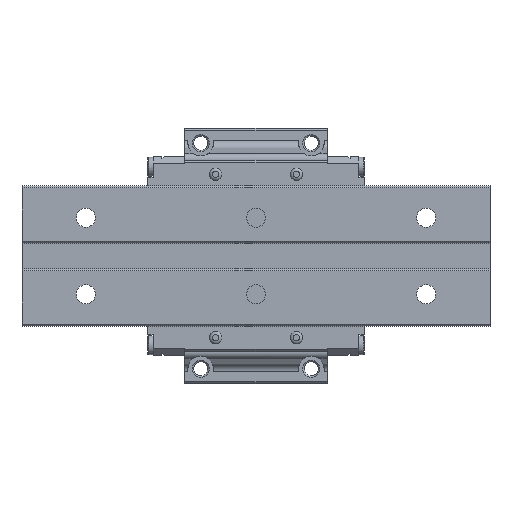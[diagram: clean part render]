
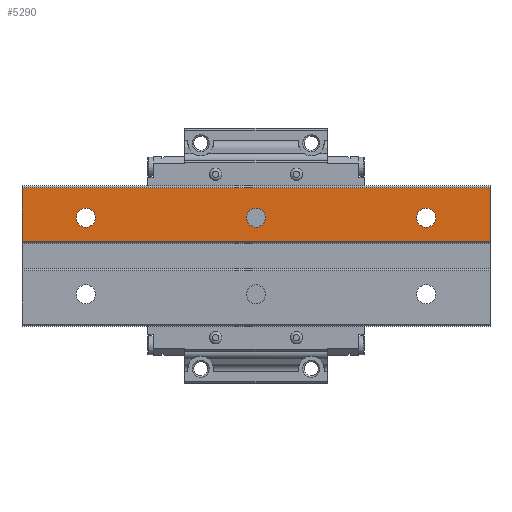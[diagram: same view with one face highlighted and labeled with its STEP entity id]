
A CAD part, front view. The second image highlights one B-rep face of the part: STEP entity #5290.
In plain terms, the highlighted planar face has unit normal (0, -1, 0).
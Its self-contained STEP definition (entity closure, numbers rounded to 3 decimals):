
#545=LINE('',#8609,#1095);
#547=LINE('',#8619,#1097);
#548=LINE('',#8621,#1098);
#549=LINE('',#8623,#1099);
#1095=VECTOR('',#7047,1000.);
#1097=VECTOR('',#7057,1000.);
#1098=VECTOR('',#7058,1000.);
#1099=VECTOR('',#7059,1000.);
#1371=PLANE('',#5743);
#2659=ORIENTED_EDGE('',*,*,#3478,.F.);
#2660=ORIENTED_EDGE('',*,*,#3479,.F.);
#2661=ORIENTED_EDGE('',*,*,#3480,.F.);
#2662=ORIENTED_EDGE('',*,*,#3481,.T.);
#2663=ORIENTED_EDGE('',*,*,#3482,.F.);
#2664=ORIENTED_EDGE('',*,*,#3483,.F.);
#2665=ORIENTED_EDGE('',*,*,#3476,.T.);
#3476=EDGE_CURVE('',#4002,#4001,#545,.T.);
#3478=EDGE_CURVE('',#4003,#4003,#4179,.T.);
#3479=EDGE_CURVE('',#4004,#4004,#4180,.T.);
#3480=EDGE_CURVE('',#4005,#4005,#4181,.T.);
#3481=EDGE_CURVE('',#4001,#4006,#547,.T.);
#3482=EDGE_CURVE('',#4007,#4006,#548,.T.);
#3483=EDGE_CURVE('',#4002,#4007,#549,.T.);
#4001=VERTEX_POINT('',#8608);
#4002=VERTEX_POINT('',#8610);
#4003=VERTEX_POINT('',#8614);
#4004=VERTEX_POINT('',#8616);
#4005=VERTEX_POINT('',#8618);
#4006=VERTEX_POINT('',#8620);
#4007=VERTEX_POINT('',#8622);
#4179=CIRCLE('',#5744,2.25);
#4180=CIRCLE('',#5745,2.25);
#4181=CIRCLE('',#5746,2.25);
#4547=EDGE_LOOP('',(#2659));
#4548=EDGE_LOOP('',(#2660));
#4549=EDGE_LOOP('',(#2661));
#4550=EDGE_LOOP('',(#2662,#2663,#2664,#2665));
#4959=FACE_BOUND('',#4547,.T.);
#4960=FACE_BOUND('',#4548,.T.);
#4961=FACE_BOUND('',#4549,.T.);
#4962=FACE_BOUND('',#4550,.T.);
#5290=ADVANCED_FACE('',(#4959,#4960,#4961,#4962),#1371,.F.);
#5743=AXIS2_PLACEMENT_3D('',#8612,#7049,#7050);
#5744=AXIS2_PLACEMENT_3D('',#8613,#7051,#7052);
#5745=AXIS2_PLACEMENT_3D('',#8615,#7053,#7054);
#5746=AXIS2_PLACEMENT_3D('',#8617,#7055,#7056);
#7047=DIRECTION('',(-1.,0.,0.));
#7049=DIRECTION('',(0.,1.,0.));
#7050=DIRECTION('',(0.,0.,1.));
#7051=DIRECTION('',(0.,-1.,0.));
#7052=DIRECTION('',(0.,0.,-1.));
#7053=DIRECTION('',(0.,-1.,0.));
#7054=DIRECTION('',(0.,0.,-1.));
#7055=DIRECTION('',(0.,-1.,0.));
#7056=DIRECTION('',(0.,0.,-1.));
#7057=DIRECTION('',(0.,0.,-1.));
#7058=DIRECTION('',(-1.,0.,0.));
#7059=DIRECTION('',(0.,0.,-1.));
#8608=CARTESIAN_POINT('',(-15.,0.,16.));
#8609=CARTESIAN_POINT('',(95.,0.,16.));
#8610=CARTESIAN_POINT('',(95.,0.,16.));
#8612=CARTESIAN_POINT('',(95.,0.,16.));
#8613=CARTESIAN_POINT('',(40.,0.,9.));
#8614=CARTESIAN_POINT('',(40.,0.,6.75));
#8615=CARTESIAN_POINT('',(80.,0.,9.));
#8616=CARTESIAN_POINT('',(80.,0.,6.75));
#8617=CARTESIAN_POINT('',(0.,0.,9.));
#8618=CARTESIAN_POINT('',(0.,0.,6.75));
#8619=CARTESIAN_POINT('',(-15.,0.,16.));
#8620=CARTESIAN_POINT('',(-15.,0.,3.5));
#8621=CARTESIAN_POINT('',(95.,0.,3.5));
#8622=CARTESIAN_POINT('',(95.,0.,3.5));
#8623=CARTESIAN_POINT('',(95.,0.,16.));
